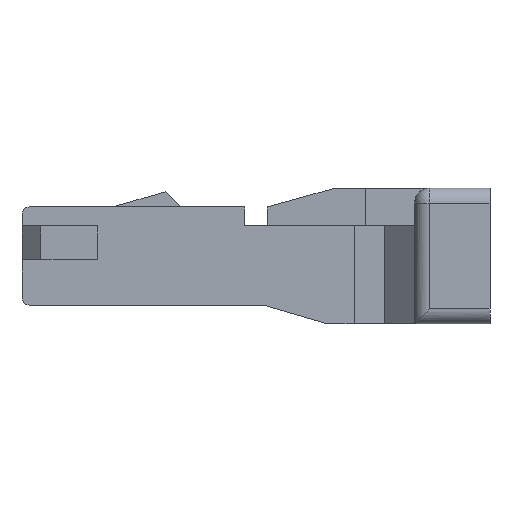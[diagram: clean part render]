
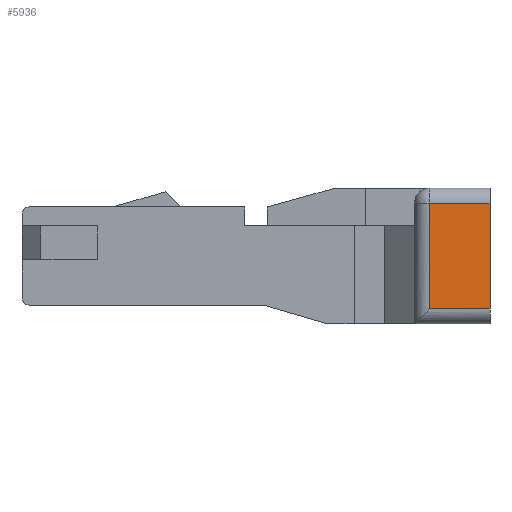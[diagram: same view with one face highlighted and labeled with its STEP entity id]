
A CAD part, left-side view. The second image highlights one B-rep face of the part: STEP entity #5936.
In plain terms, the highlighted planar face has unit normal (-1, 0, 0).
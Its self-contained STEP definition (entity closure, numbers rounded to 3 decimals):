
#55 = CYLINDRICAL_SURFACE('',#56,0.2);
#56 = AXIS2_PLACEMENT_3D('',#57,#58,#59);
#57 = CARTESIAN_POINT('',(-2.66,-10.582,-0.7));
#58 = DIRECTION('',(0.,1.,0.));
#59 = DIRECTION('',(0.,0.,-1.));
#105 = PLANE('',#106);
#106 = AXIS2_PLACEMENT_3D('',#107,#108,#109);
#107 = CARTESIAN_POINT('',(-2.86,-2.5,-0.9));
#108 = DIRECTION('',(0.,-1.,0.));
#109 = DIRECTION('',(1.,0.,0.));
#476 = EDGE_CURVE('',#477,#479,#481,.T.);
#477 = VERTEX_POINT('',#478);
#478 = CARTESIAN_POINT('',(-2.86,-2.5,-0.7));
#479 = VERTEX_POINT('',#480);
#480 = CARTESIAN_POINT('',(-2.86,-1.7,-0.7));
#481 = SURFACE_CURVE('',#482,(#486,#515),.PCURVE_S1.);
#482 = LINE('',#483,#484);
#483 = CARTESIAN_POINT('',(-2.86,-2.5,-0.7));
#484 = VECTOR('',#485,1.);
#485 = DIRECTION('',(0.,1.,0.));
#486 = PCURVE('',#55,#487);
#487 = DEFINITIONAL_REPRESENTATION('',(#488),#514);
#488 = B_SPLINE_CURVE_WITH_KNOTS('',3,(#489,#490,#491,#492,#493,#494,
    #495,#496,#497,#498,#499,#500,#501,#502,#503,#504,#505,#506,#507,
    #508,#509,#510,#511,#512,#513),.UNSPECIFIED.,.F.,.F.,(4,1,1,1,1,1,1,
    1,1,1,1,1,1,1,1,1,1,1,1,1,1,1,4),(0.,0.036,
    0.073,0.109,0.145,0.182,
    0.218,0.255,0.291,0.327,
    0.364,0.4,0.436,0.473,0.509,
    0.545,0.582,0.618,0.655,
    0.691,0.727,0.764,0.8),
  .QUASI_UNIFORM_KNOTS.);
#489 = CARTESIAN_POINT('',(1.571,8.082));
#490 = CARTESIAN_POINT('',(1.571,8.094));
#491 = CARTESIAN_POINT('',(1.571,8.119));
#492 = CARTESIAN_POINT('',(1.571,8.155));
#493 = CARTESIAN_POINT('',(1.571,8.191));
#494 = CARTESIAN_POINT('',(1.571,8.228));
#495 = CARTESIAN_POINT('',(1.571,8.264));
#496 = CARTESIAN_POINT('',(1.571,8.301));
#497 = CARTESIAN_POINT('',(1.571,8.337));
#498 = CARTESIAN_POINT('',(1.571,8.373));
#499 = CARTESIAN_POINT('',(1.571,8.41));
#500 = CARTESIAN_POINT('',(1.571,8.446));
#501 = CARTESIAN_POINT('',(1.571,8.482));
#502 = CARTESIAN_POINT('',(1.571,8.519));
#503 = CARTESIAN_POINT('',(1.571,8.555));
#504 = CARTESIAN_POINT('',(1.571,8.591));
#505 = CARTESIAN_POINT('',(1.571,8.628));
#506 = CARTESIAN_POINT('',(1.571,8.664));
#507 = CARTESIAN_POINT('',(1.571,8.701));
#508 = CARTESIAN_POINT('',(1.571,8.737));
#509 = CARTESIAN_POINT('',(1.571,8.773));
#510 = CARTESIAN_POINT('',(1.571,8.81));
#511 = CARTESIAN_POINT('',(1.571,8.846));
#512 = CARTESIAN_POINT('',(1.571,8.87));
#513 = CARTESIAN_POINT('',(1.571,8.882));
#514 = ( GEOMETRIC_REPRESENTATION_CONTEXT(2) 
PARAMETRIC_REPRESENTATION_CONTEXT() REPRESENTATION_CONTEXT('2D SPACE',''
  ) );
#515 = PCURVE('',#516,#521);
#516 = PLANE('',#517);
#517 = AXIS2_PLACEMENT_3D('',#518,#519,#520);
#518 = CARTESIAN_POINT('',(-2.86,-1.5,-0.9));
#519 = DIRECTION('',(-1.,0.,0.));
#520 = DIRECTION('',(0.,-1.,0.));
#521 = DEFINITIONAL_REPRESENTATION('',(#522),#526);
#522 = LINE('',#523,#524);
#523 = CARTESIAN_POINT('',(1.,0.2));
#524 = VECTOR('',#525,1.);
#525 = DIRECTION('',(-1.,0.));
#526 = ( GEOMETRIC_REPRESENTATION_CONTEXT(2) 
PARAMETRIC_REPRESENTATION_CONTEXT() REPRESENTATION_CONTEXT('2D SPACE',''
  ) );
#592 = CYLINDRICAL_SURFACE('',#593,0.2);
#593 = AXIS2_PLACEMENT_3D('',#594,#595,#596);
#594 = CARTESIAN_POINT('',(-2.66,-1.7,-3.246));
#595 = DIRECTION('',(0.,0.,1.));
#596 = DIRECTION('',(0.,1.,0.));
#879 = EDGE_CURVE('',#477,#880,#882,.T.);
#880 = VERTEX_POINT('',#881);
#881 = CARTESIAN_POINT('',(-2.86,-2.5,0.7));
#882 = SURFACE_CURVE('',#883,(#887,#894),.PCURVE_S1.);
#883 = LINE('',#884,#885);
#884 = CARTESIAN_POINT('',(-2.86,-2.5,-0.7));
#885 = VECTOR('',#886,1.);
#886 = DIRECTION('',(0.,0.,1.));
#887 = PCURVE('',#105,#888);
#888 = DEFINITIONAL_REPRESENTATION('',(#889),#893);
#889 = LINE('',#890,#891);
#890 = CARTESIAN_POINT('',(0.,0.2));
#891 = VECTOR('',#892,1.);
#892 = DIRECTION('',(0.,1.));
#893 = ( GEOMETRIC_REPRESENTATION_CONTEXT(2) 
PARAMETRIC_REPRESENTATION_CONTEXT() REPRESENTATION_CONTEXT('2D SPACE',''
  ) );
#894 = PCURVE('',#516,#895);
#895 = DEFINITIONAL_REPRESENTATION('',(#896),#900);
#896 = LINE('',#897,#898);
#897 = CARTESIAN_POINT('',(1.,0.2));
#898 = VECTOR('',#899,1.);
#899 = DIRECTION('',(0.,1.));
#900 = ( GEOMETRIC_REPRESENTATION_CONTEXT(2) 
PARAMETRIC_REPRESENTATION_CONTEXT() REPRESENTATION_CONTEXT('2D SPACE',''
  ) );
#919 = CYLINDRICAL_SURFACE('',#920,0.2);
#920 = AXIS2_PLACEMENT_3D('',#921,#922,#923);
#921 = CARTESIAN_POINT('',(-2.66,-10.582,0.7));
#922 = DIRECTION('',(0.,1.,0.));
#923 = DIRECTION('',(-1.,0.,0.));
#5825 = VERTEX_POINT('',#5826);
#5826 = CARTESIAN_POINT('',(-2.86,-1.7,0.7));
#5894 = EDGE_CURVE('',#479,#5825,#5895,.T.);
#5895 = SURFACE_CURVE('',#5896,(#5900,#5929),.PCURVE_S1.);
#5896 = LINE('',#5897,#5898);
#5897 = CARTESIAN_POINT('',(-2.86,-1.7,-0.7));
#5898 = VECTOR('',#5899,1.);
#5899 = DIRECTION('',(0.,0.,1.));
#5900 = PCURVE('',#592,#5901);
#5901 = DEFINITIONAL_REPRESENTATION('',(#5902),#5928);
#5902 = B_SPLINE_CURVE_WITH_KNOTS('',3,(#5903,#5904,#5905,#5906,#5907,
    #5908,#5909,#5910,#5911,#5912,#5913,#5914,#5915,#5916,#5917,#5918,
    #5919,#5920,#5921,#5922,#5923,#5924,#5925,#5926,#5927),
  .UNSPECIFIED.,.F.,.F.,(4,1,1,1,1,1,1,1,1,1,1,1,1,1,1,1,1,1,1,1,1,1,4),
  (0.,0.064,0.127,0.191,
    0.255,0.318,0.382,0.445,
    0.509,0.573,0.636,0.7,0.764,
    0.827,0.891,0.955,1.018,
    1.082,1.145,1.209,1.273,
    1.336,1.4),.QUASI_UNIFORM_KNOTS.);
#5903 = CARTESIAN_POINT('',(1.571,2.546));
#5904 = CARTESIAN_POINT('',(1.571,2.568));
#5905 = CARTESIAN_POINT('',(1.571,2.61));
#5906 = CARTESIAN_POINT('',(1.571,2.674));
#5907 = CARTESIAN_POINT('',(1.571,2.737));
#5908 = CARTESIAN_POINT('',(1.571,2.801));
#5909 = CARTESIAN_POINT('',(1.571,2.865));
#5910 = CARTESIAN_POINT('',(1.571,2.928));
#5911 = CARTESIAN_POINT('',(1.571,2.992));
#5912 = CARTESIAN_POINT('',(1.571,3.056));
#5913 = CARTESIAN_POINT('',(1.571,3.119));
#5914 = CARTESIAN_POINT('',(1.571,3.183));
#5915 = CARTESIAN_POINT('',(1.571,3.246));
#5916 = CARTESIAN_POINT('',(1.571,3.31));
#5917 = CARTESIAN_POINT('',(1.571,3.374));
#5918 = CARTESIAN_POINT('',(1.571,3.437));
#5919 = CARTESIAN_POINT('',(1.571,3.501));
#5920 = CARTESIAN_POINT('',(1.571,3.565));
#5921 = CARTESIAN_POINT('',(1.571,3.628));
#5922 = CARTESIAN_POINT('',(1.571,3.692));
#5923 = CARTESIAN_POINT('',(1.571,3.756));
#5924 = CARTESIAN_POINT('',(1.571,3.819));
#5925 = CARTESIAN_POINT('',(1.571,3.883));
#5926 = CARTESIAN_POINT('',(1.571,3.925));
#5927 = CARTESIAN_POINT('',(1.571,3.946));
#5928 = ( GEOMETRIC_REPRESENTATION_CONTEXT(2) 
PARAMETRIC_REPRESENTATION_CONTEXT() REPRESENTATION_CONTEXT('2D SPACE',''
  ) );
#5929 = PCURVE('',#516,#5930);
#5930 = DEFINITIONAL_REPRESENTATION('',(#5931),#5935);
#5931 = LINE('',#5932,#5933);
#5932 = CARTESIAN_POINT('',(0.2,0.2));
#5933 = VECTOR('',#5934,1.);
#5934 = DIRECTION('',(0.,1.));
#5935 = ( GEOMETRIC_REPRESENTATION_CONTEXT(2) 
PARAMETRIC_REPRESENTATION_CONTEXT() REPRESENTATION_CONTEXT('2D SPACE',''
  ) );
#5936 = ADVANCED_FACE('',(#5937),#516,.T.);
#5937 = FACE_BOUND('',#5938,.F.);
#5938 = EDGE_LOOP('',(#5939,#5982,#5983,#5984));
#5939 = ORIENTED_EDGE('',*,*,#5940,.F.);
#5940 = EDGE_CURVE('',#880,#5825,#5941,.T.);
#5941 = SURFACE_CURVE('',#5942,(#5946,#5953),.PCURVE_S1.);
#5942 = LINE('',#5943,#5944);
#5943 = CARTESIAN_POINT('',(-2.86,-2.5,0.7));
#5944 = VECTOR('',#5945,1.);
#5945 = DIRECTION('',(0.,1.,0.));
#5946 = PCURVE('',#516,#5947);
#5947 = DEFINITIONAL_REPRESENTATION('',(#5948),#5952);
#5948 = LINE('',#5949,#5950);
#5949 = CARTESIAN_POINT('',(1.,1.6));
#5950 = VECTOR('',#5951,1.);
#5951 = DIRECTION('',(-1.,0.));
#5952 = ( GEOMETRIC_REPRESENTATION_CONTEXT(2) 
PARAMETRIC_REPRESENTATION_CONTEXT() REPRESENTATION_CONTEXT('2D SPACE',''
  ) );
#5953 = PCURVE('',#919,#5954);
#5954 = DEFINITIONAL_REPRESENTATION('',(#5955),#5981);
#5955 = B_SPLINE_CURVE_WITH_KNOTS('',3,(#5956,#5957,#5958,#5959,#5960,
    #5961,#5962,#5963,#5964,#5965,#5966,#5967,#5968,#5969,#5970,#5971,
    #5972,#5973,#5974,#5975,#5976,#5977,#5978,#5979,#5980),
  .UNSPECIFIED.,.F.,.F.,(4,1,1,1,1,1,1,1,1,1,1,1,1,1,1,1,1,1,1,1,1,1,4),
  (0.,0.036,0.073,0.109,
    0.145,0.182,0.218,0.255,
    0.291,0.327,0.364,0.4,0.436,
    0.473,0.509,0.545,0.582,
    0.618,0.655,0.691,0.727,
    0.764,0.8),.QUASI_UNIFORM_KNOTS.);
#5956 = CARTESIAN_POINT('',(0.,8.082));
#5957 = CARTESIAN_POINT('',(0.,8.094));
#5958 = CARTESIAN_POINT('',(0.,8.119));
#5959 = CARTESIAN_POINT('',(0.,8.155));
#5960 = CARTESIAN_POINT('',(0.,8.191));
#5961 = CARTESIAN_POINT('',(0.,8.228));
#5962 = CARTESIAN_POINT('',(0.,8.264));
#5963 = CARTESIAN_POINT('',(0.,8.301));
#5964 = CARTESIAN_POINT('',(0.,8.337));
#5965 = CARTESIAN_POINT('',(0.,8.373));
#5966 = CARTESIAN_POINT('',(0.,8.41));
#5967 = CARTESIAN_POINT('',(0.,8.446));
#5968 = CARTESIAN_POINT('',(0.,8.482));
#5969 = CARTESIAN_POINT('',(0.,8.519));
#5970 = CARTESIAN_POINT('',(0.,8.555));
#5971 = CARTESIAN_POINT('',(0.,8.591));
#5972 = CARTESIAN_POINT('',(0.,8.628));
#5973 = CARTESIAN_POINT('',(0.,8.664));
#5974 = CARTESIAN_POINT('',(0.,8.701));
#5975 = CARTESIAN_POINT('',(0.,8.737));
#5976 = CARTESIAN_POINT('',(0.,8.773));
#5977 = CARTESIAN_POINT('',(0.,8.81));
#5978 = CARTESIAN_POINT('',(0.,8.846));
#5979 = CARTESIAN_POINT('',(0.,8.87));
#5980 = CARTESIAN_POINT('',(0.,8.882));
#5981 = ( GEOMETRIC_REPRESENTATION_CONTEXT(2) 
PARAMETRIC_REPRESENTATION_CONTEXT() REPRESENTATION_CONTEXT('2D SPACE',''
  ) );
#5982 = ORIENTED_EDGE('',*,*,#879,.F.);
#5983 = ORIENTED_EDGE('',*,*,#476,.T.);
#5984 = ORIENTED_EDGE('',*,*,#5894,.T.);
